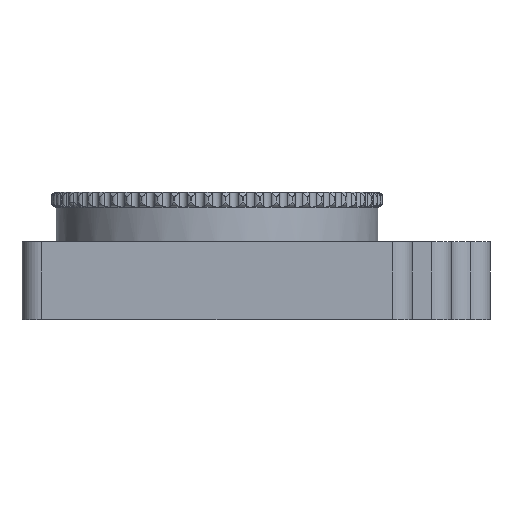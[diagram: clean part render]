
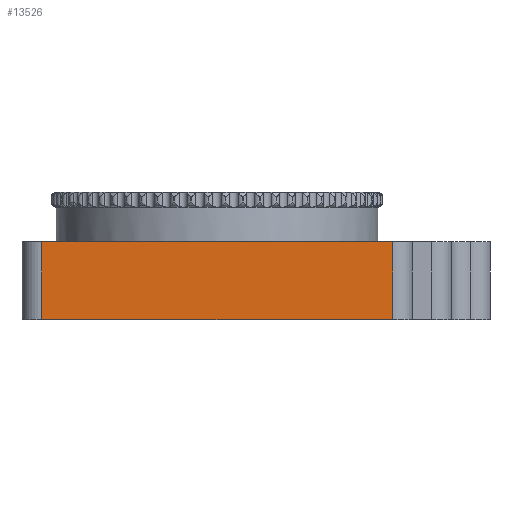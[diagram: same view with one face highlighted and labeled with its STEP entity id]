
A CAD part, left-side view. The second image highlights one B-rep face of the part: STEP entity #13526.
In plain terms, the highlighted planar face has unit normal (-1, 0, 0).
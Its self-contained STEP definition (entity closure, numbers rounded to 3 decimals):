
#1008 = DIRECTION ( 'NONE',  ( 0., 0., -1. ) ) ;
#1018 = EDGE_CURVE ( 'NONE', #9318, #3834, #7207, .T. ) ;
#1098 = CARTESIAN_POINT ( 'NONE',  ( -20., 18., 0. ) ) ;
#1851 = EDGE_CURVE ( 'NONE', #8552, #9504, #13513, .T. ) ;
#1877 = EDGE_LOOP ( 'NONE', ( #14815, #9121, #12108, #13993 ) ) ;
#1903 = CARTESIAN_POINT ( 'NONE',  ( -20., -18., 8. ) ) ;
#3280 = VECTOR ( 'NONE', #7945, 1000. ) ;
#3834 = VERTEX_POINT ( 'NONE', #14348 ) ;
#5180 = AXIS2_PLACEMENT_3D ( 'NONE', #10434, #5997, #8953 ) ;
#5328 = EDGE_CURVE ( 'NONE', #9504, #3834, #18507, .T. ) ;
#5997 = DIRECTION ( 'NONE',  ( 1., 0., 0. ) ) ;
#6059 = PLANE ( 'NONE',  #5180 ) ;
#6177 = VECTOR ( 'NONE', #7116, 1000. ) ;
#7042 = CARTESIAN_POINT ( 'NONE',  ( -20., -18., 8. ) ) ;
#7116 = DIRECTION ( 'NONE',  ( 0., -1., 0. ) ) ;
#7207 = LINE ( 'NONE', #7042, #7650 ) ;
#7650 = VECTOR ( 'NONE', #14256, 1000. ) ;
#7945 = DIRECTION ( 'NONE',  ( 0., -1., 0. ) ) ;
#8552 = VERTEX_POINT ( 'NONE', #14461 ) ;
#8953 = DIRECTION ( 'NONE',  ( 0., 1., 0. ) ) ;
#9121 = ORIENTED_EDGE ( 'NONE', *, *, #1018, .F. ) ;
#9318 = VERTEX_POINT ( 'NONE', #10796 ) ;
#9504 = VERTEX_POINT ( 'NONE', #1098 ) ;
#9815 = EDGE_CURVE ( 'NONE', #8552, #9318, #13172, .T. ) ;
#10434 = CARTESIAN_POINT ( 'NONE',  ( -20., -18., 8. ) ) ;
#10796 = CARTESIAN_POINT ( 'NONE',  ( -20., -18., 8. ) ) ;
#11421 = CARTESIAN_POINT ( 'NONE',  ( -20., -18., 0. ) ) ;
#12108 = ORIENTED_EDGE ( 'NONE', *, *, #9815, .F. ) ;
#13172 = LINE ( 'NONE', #1903, #3280 ) ;
#13513 = LINE ( 'NONE', #17001, #16241 ) ;
#13526 = ADVANCED_FACE ( 'NONE', ( #18400 ), #6059, .F. ) ;
#13993 = ORIENTED_EDGE ( 'NONE', *, *, #1851, .T. ) ;
#14256 = DIRECTION ( 'NONE',  ( 0., 0., -1. ) ) ;
#14348 = CARTESIAN_POINT ( 'NONE',  ( -20., -18., 0. ) ) ;
#14461 = CARTESIAN_POINT ( 'NONE',  ( -20., 18., 8. ) ) ;
#14815 = ORIENTED_EDGE ( 'NONE', *, *, #5328, .T. ) ;
#16241 = VECTOR ( 'NONE', #1008, 1000. ) ;
#17001 = CARTESIAN_POINT ( 'NONE',  ( -20., 18., 8. ) ) ;
#18400 = FACE_OUTER_BOUND ( 'NONE', #1877, .T. ) ;
#18507 = LINE ( 'NONE', #11421, #6177 ) ;
